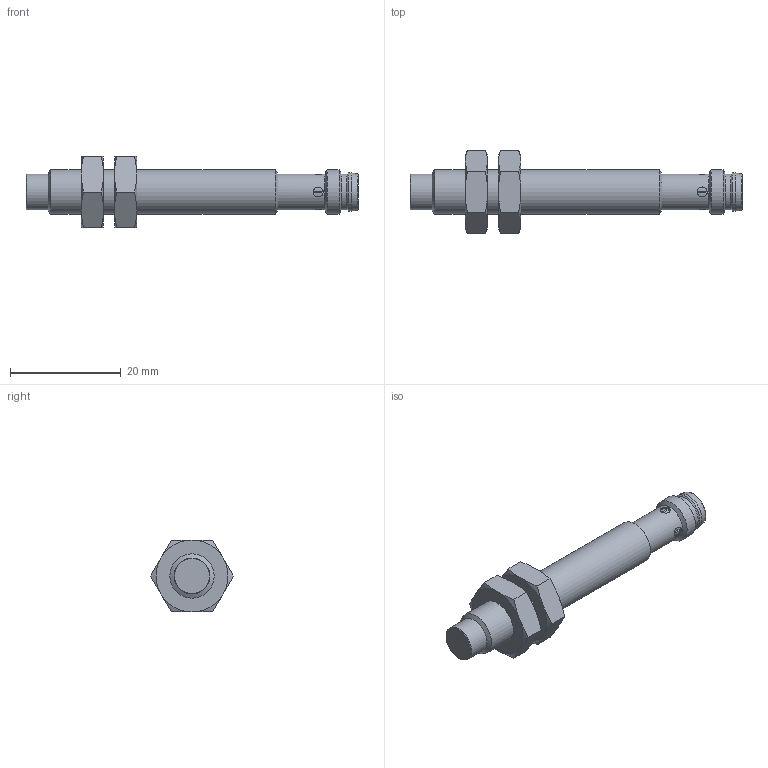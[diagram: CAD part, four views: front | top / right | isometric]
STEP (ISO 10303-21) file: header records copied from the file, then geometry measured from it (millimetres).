
FILE_DESCRIPTION(('FreeCAD Model'),'2;1');
FILE_NAME('LCS2-0806X-XCU3-AMS.stp','2020-05-06T09:22:22',( 'Author'),(''),'Open CASCADE STEP processor 7.3','FreeCAD','Unknown' );
FILE_SCHEMA(('AUTOMOTIVE_DESIGN { 1 0 10303 214 1 1 1 1 }'));
Length unit declared in the file: millimetre
Products named in the file (1): LCS2-0806X-XCU3-AMS
Bounding box: 60 x 15.01 x 13 mm (x, y, z)
Volume: 3369.5 mm3; surface area: 2206.1 mm2
Topology: 1 solids, 1 shells, 99 faces, 225 edges, 136 vertices
Faces by surface type: plane 39, cone 32, cylinder 24, sphere 3, torus 1
Full cylindrical faces by diameter (mm): 1 x3, 1.8 x4, 6 x1, 6.5 x3, 6.9 x1, 8 x4
Entity records: 9006 total; most frequent: CARTESIAN_POINT 4107, DIRECTION 693, ORIENTED_EDGE 444, PCURVE 444, DEFINITIONAL_REPRESENTATION 444, LINE 292, VECTOR 292, B_SPLINE_CURVE_WITH_KNOTS 236
